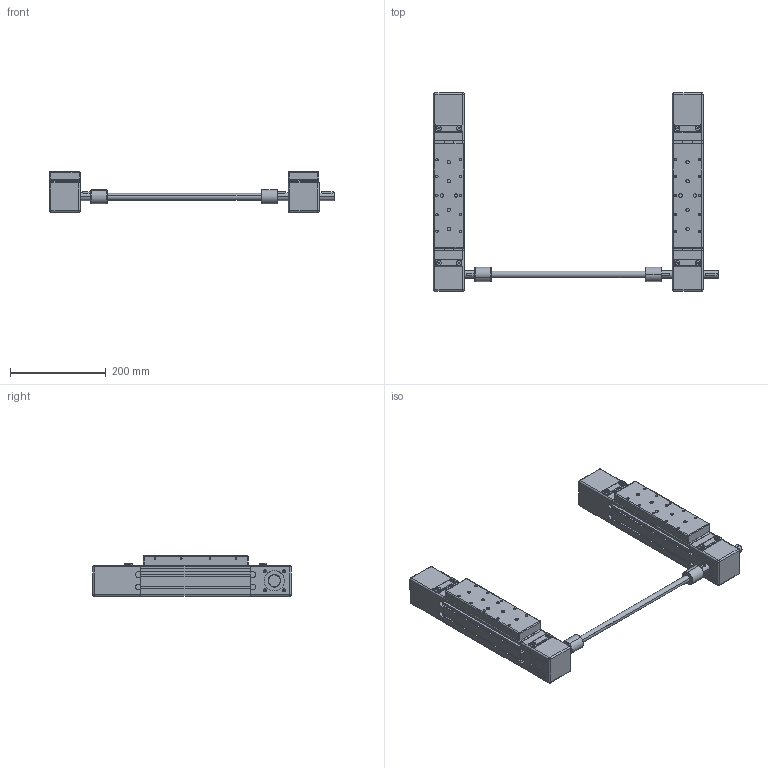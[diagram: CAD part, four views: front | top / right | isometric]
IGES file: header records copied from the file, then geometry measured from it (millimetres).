
Global section: file name: No Iges File Name specified; native system: Autodesk Inventor 2011; preprocessor: AutoDesk Inventor Iges Exporter R2011; author: Matej; date: 20110523.110804; units: millimetre
Bounding box: 597.5 x 415 x 85 mm (x, y, z)
Volume: 3746727.4 mm3; surface area: 541264.2 mm2
Topology: 11 solids, 21 shells, 1768 faces, 4406 edges, 2652 vertices
Faces by surface type: plane 864, revolution 438, bspline 242, cylinder 138, cone 46, sphere 24, torus 16
